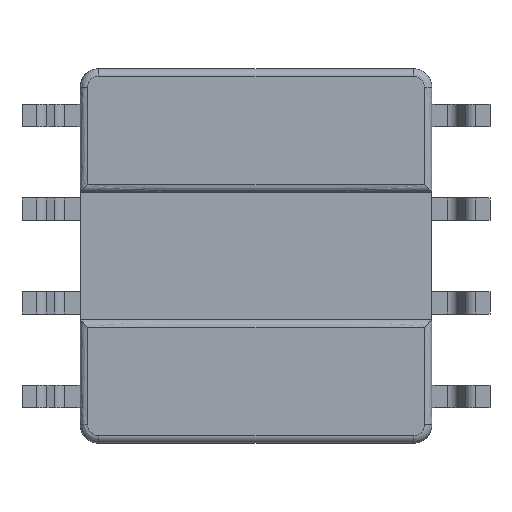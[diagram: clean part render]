
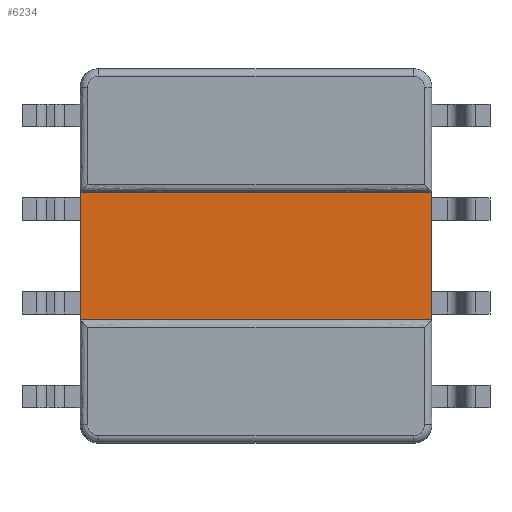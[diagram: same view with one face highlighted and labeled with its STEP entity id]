
A CAD part, front view. The second image highlights one B-rep face of the part: STEP entity #6234.
In plain terms, the highlighted free-form (B-spline) face has degree [1, 1] with [2, 2] control points.
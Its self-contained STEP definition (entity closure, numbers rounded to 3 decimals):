
#803 = VERTEX_POINT('',#804);
#804 = CARTESIAN_POINT('',(-5.324,0.283,
    -1.926));
#809 = EDGE_CURVE('',#810,#803,#812,.T.);
#810 = VERTEX_POINT('',#811);
#811 = CARTESIAN_POINT('',(-5.324,0.283,1.926
    ));
#812 = B_SPLINE_CURVE_WITH_KNOTS('',1,(#813,#814),.UNSPECIFIED.,.F.,.F.,
  (2,2),(0.,3.4),.PIECEWISE_BEZIER_KNOTS.);
#813 = CARTESIAN_POINT('',(-5.324,0.283,1.926
    ));
#814 = CARTESIAN_POINT('',(-5.324,0.283,
    -1.926));
#999 = VERTEX_POINT('',#1000);
#1000 = CARTESIAN_POINT('',(5.324,0.283,
    -1.926));
#1071 = VERTEX_POINT('',#1072);
#1072 = CARTESIAN_POINT('',(5.324,0.283,1.926
    ));
#1077 = EDGE_CURVE('',#999,#1071,#1078,.T.);
#1078 = B_SPLINE_CURVE_WITH_KNOTS('',1,(#1079,#1080),.UNSPECIFIED.,.F.,
  .F.,(2,2),(-3.4,0.),.PIECEWISE_BEZIER_KNOTS.);
#1079 = CARTESIAN_POINT('',(5.324,0.283,
    -1.926));
#1080 = CARTESIAN_POINT('',(5.324,0.283,1.926
    ));
#6205 = EDGE_CURVE('',#1071,#810,#6206,.T.);
#6206 = B_SPLINE_CURVE_WITH_KNOTS('',1,(#6207,#6208),.UNSPECIFIED.,.F.,
  .F.,(2,2),(-9.4,-0.),.PIECEWISE_BEZIER_KNOTS.);
#6207 = CARTESIAN_POINT('',(5.324,0.283,1.926
    ));
#6208 = CARTESIAN_POINT('',(-5.324,0.283,
    1.926));
#6225 = EDGE_CURVE('',#803,#999,#6226,.T.);
#6226 = B_SPLINE_CURVE_WITH_KNOTS('',1,(#6227,#6228),.UNSPECIFIED.,.F.,
  .F.,(2,2),(0.,9.4),.PIECEWISE_BEZIER_KNOTS.);
#6227 = CARTESIAN_POINT('',(-5.324,0.283,
    -1.926));
#6228 = CARTESIAN_POINT('',(5.324,0.283,
    -1.926));
#6234 = ADVANCED_FACE('',(#6235),#6241,.T.);
#6235 = FACE_BOUND('',#6236,.T.);
#6236 = EDGE_LOOP('',(#6237,#6238,#6239,#6240));
#6237 = ORIENTED_EDGE('',*,*,#809,.T.);
#6238 = ORIENTED_EDGE('',*,*,#6225,.T.);
#6239 = ORIENTED_EDGE('',*,*,#1077,.T.);
#6240 = ORIENTED_EDGE('',*,*,#6205,.T.);
#6241 = B_SPLINE_SURFACE_WITH_KNOTS('',1,1,(
    (#6242,#6243)
    ,(#6244,#6245
    )),.UNSPECIFIED.,.F.,.F.,.F.,(2,2),(2,2),(-1.7,1.7),(-4.7,4.7),
  .PIECEWISE_BEZIER_KNOTS.);
#6242 = CARTESIAN_POINT('',(-5.324,0.283,
    1.926));
#6243 = CARTESIAN_POINT('',(5.324,0.283,1.926
    ));
#6244 = CARTESIAN_POINT('',(-5.324,0.283,
    -1.926));
#6245 = CARTESIAN_POINT('',(5.324,0.283,
    -1.926));
